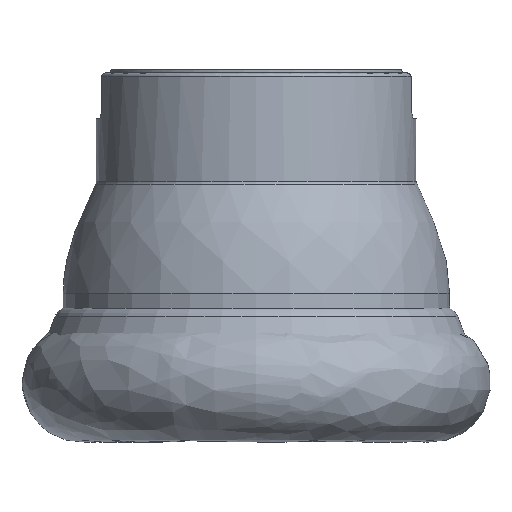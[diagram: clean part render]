
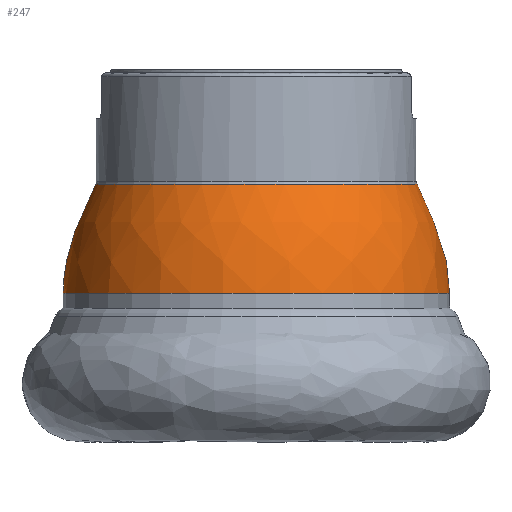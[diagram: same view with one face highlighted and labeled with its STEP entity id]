
A CAD part, left-side view. The second image highlights one B-rep face of the part: STEP entity #247.
In plain terms, the highlighted face is a revolution surface.
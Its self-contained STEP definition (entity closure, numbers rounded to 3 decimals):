
#194=SURFACE_OF_REVOLUTION('',#196,#195);
#195=AXIS1_PLACEMENT('',#1356,#1102);
#196=B_SPLINE_CURVE_WITH_KNOTS('',3,(#1352,#1353,#1354,#1355),
 .UNSPECIFIED.,.F.,.F.,(4,4),(0.,1.),.UNSPECIFIED.);
#247=ADVANCED_FACE('CN_SU3',(#330,#331),#194,.F.);
#330=FACE_BOUND('',#381,.T.);
#331=FACE_BOUND('',#382,.T.);
#381=EDGE_LOOP('',(#455));
#382=EDGE_LOOP('',(#456));
#455=ORIENTED_EDGE('',*,*,#709,.T.);
#456=ORIENTED_EDGE('',*,*,#710,.F.);
#636=VERTEX_POINT('',#1348);
#637=VERTEX_POINT('',#1351);
#709=EDGE_CURVE('',#636,#636,#805,.T.);
#710=EDGE_CURVE('',#637,#637,#806,.T.);
#805=CIRCLE('',#951,25.95);
#806=CIRCLE('',#953,21.586);
#951=AXIS2_PLACEMENT_3D('',#1347,#1096,#1097);
#953=AXIS2_PLACEMENT_3D('',#1350,#1100,#1101);
#1096=DIRECTION('',(0.,0.,1.));
#1097=DIRECTION('',(0.,1.,0.));
#1100=DIRECTION('',(0.,0.,1.));
#1101=DIRECTION('',(0.,1.,0.));
#1102=DIRECTION('',(0.,0.,1.));
#1347=CARTESIAN_POINT('',(0.,0.,-30.));
#1348=CARTESIAN_POINT('',(0.,25.95,-30.));
#1350=CARTESIAN_POINT('',(0.,0.,-15.361));
#1351=CARTESIAN_POINT('',(0.,21.586,-15.361));
#1352=CARTESIAN_POINT('',(-21.586,0.,-15.361));
#1353=CARTESIAN_POINT('',(-23.931,0.,-20.002));
#1354=CARTESIAN_POINT('',(-25.95,0.,-24.867));
#1355=CARTESIAN_POINT('',(-25.95,0.,-30.));
#1356=CARTESIAN_POINT('',(0.,0.,1.));
